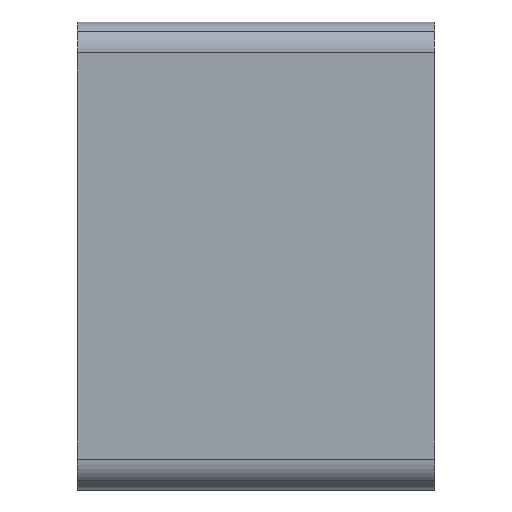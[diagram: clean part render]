
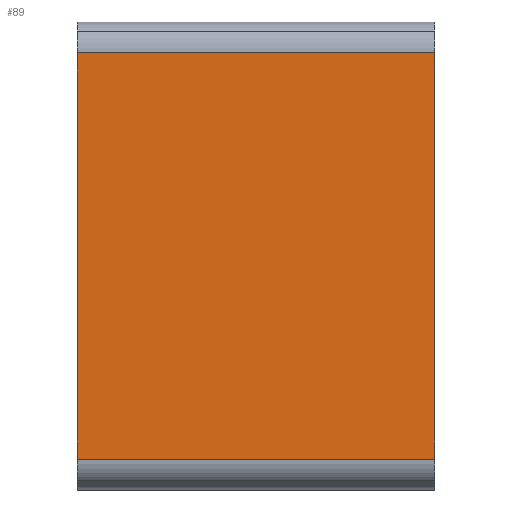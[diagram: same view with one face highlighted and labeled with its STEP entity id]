
A CAD part, front view. The second image highlights one B-rep face of the part: STEP entity #89.
In plain terms, the highlighted planar face has unit normal (0, -1, 0).
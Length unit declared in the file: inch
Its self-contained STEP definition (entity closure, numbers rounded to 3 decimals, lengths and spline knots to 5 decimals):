
#89=ADVANCED_FACE('',(#192),#193,.T.);
#192=FACE_OUTER_BOUND('',#348,.T.);
#193=PLANE('',#349);
#348=EDGE_LOOP('',(#587,#588,#589,#590,#591,#592,#593,#594,#595,#596));
#349=AXIS2_PLACEMENT_3D('',#597,#598,#599);
#587=ORIENTED_EDGE('',*,*,#835,.F.);
#588=ORIENTED_EDGE('',*,*,#796,.F.);
#589=ORIENTED_EDGE('',*,*,#836,.F.);
#590=ORIENTED_EDGE('',*,*,#780,.T.);
#591=ORIENTED_EDGE('',*,*,#825,.F.);
#592=ORIENTED_EDGE('',*,*,#833,.T.);
#593=ORIENTED_EDGE('',*,*,#837,.T.);
#594=ORIENTED_EDGE('',*,*,#763,.F.);
#595=ORIENTED_EDGE('',*,*,#838,.F.);
#596=ORIENTED_EDGE('',*,*,#745,.T.);
#597=CARTESIAN_POINT('',(0.4062,0.0,0.0));
#598=DIRECTION('',(0.0,-1.0,-0.0));
#599=DIRECTION('',(-1.0,0.0,-0.0));
#745=EDGE_CURVE('',#878,#875,#879,.T.);
#763=EDGE_CURVE('',#910,#905,#912,.T.);
#780=EDGE_CURVE('',#942,#939,#943,.T.);
#796=EDGE_CURVE('',#969,#971,#972,.T.);
#825=EDGE_CURVE('',#1012,#939,#1014,.T.);
#833=EDGE_CURVE('',#1012,#1024,#1026,.T.);
#835=EDGE_CURVE('',#971,#875,#1028,.T.);
#836=EDGE_CURVE('',#942,#969,#1029,.T.);
#837=EDGE_CURVE('',#1024,#905,#1030,.T.);
#838=EDGE_CURVE('',#878,#910,#1031,.T.);
#875=VERTEX_POINT('',#1070);
#878=VERTEX_POINT('',#1073);
#879=LINE('',#1074,#1075);
#905=VERTEX_POINT('',#1108);
#910=VERTEX_POINT('',#1115);
#912=LINE('',#1118,#1119);
#939=VERTEX_POINT('',#1172);
#942=VERTEX_POINT('',#1175);
#943=LINE('',#1176,#1177);
#969=VERTEX_POINT('',#1211);
#971=VERTEX_POINT('',#1214);
#972=LINE('',#1215,#1216);
#1012=VERTEX_POINT('',#1297);
#1014=LINE('',#1299,#1300);
#1024=VERTEX_POINT('',#1313);
#1026=LINE('',#1316,#1317);
#1028=LINE('',#1319,#1320);
#1029=LINE('',#1321,#1322);
#1030=LINE('',#1323,#1324);
#1031=LINE('',#1325,#1326);
#1070=CARTESIAN_POINT('',(0.0,0.0,-0.055));
#1073=CARTESIAN_POINT('',(0.0,0.0,0.0));
#1074=CARTESIAN_POINT('',(0.0,0.0,0.0));
#1075=VECTOR('',#1395,1.0);
#1108=CARTESIAN_POINT('',(-0.00005,0.0,0.8125));
#1115=CARTESIAN_POINT('',(-0.00005,0.0,0.0));
#1118=CARTESIAN_POINT('',(-0.00005,0.0,0.0));
#1119=VECTOR('',#1421,1.0);
#1172=CARTESIAN_POINT('',(0.81245,0.0,0.8675));
#1175=CARTESIAN_POINT('',(0.81245,0.0,0.0));
#1176=CARTESIAN_POINT('',(0.81245,0.0,0.0));
#1177=VECTOR('',#1430,1.0);
#1211=CARTESIAN_POINT('',(0.81239,0.0,0.0));
#1214=CARTESIAN_POINT('',(0.81239,0.0,-0.055));
#1215=CARTESIAN_POINT('',(0.81239,0.0,0.0));
#1216=VECTOR('',#1455,1.0);
#1297=CARTESIAN_POINT('',(0.00005,0.0,0.8675));
#1299=CARTESIAN_POINT('',(0.40622,0.0,0.8675));
#1300=VECTOR('',#1470,1.0);
#1313=CARTESIAN_POINT('',(0.00005,0.0,0.8125));
#1316=CARTESIAN_POINT('',(0.00005,0.0,0.9375));
#1317=VECTOR('',#1481,1.0);
#1319=CARTESIAN_POINT('',(0.4062,0.0,-0.055));
#1320=VECTOR('',#1482,1.0);
#1321=CARTESIAN_POINT('',(0.81245,0.0,0.0));
#1322=VECTOR('',#1483,1.0);
#1323=CARTESIAN_POINT('',(0.81245,0.0,0.8125));
#1324=VECTOR('',#1484,1.0);
#1325=CARTESIAN_POINT('',(0.81245,0.0,0.0));
#1326=VECTOR('',#1485,1.0);
#1395=DIRECTION('',(0.0,0.0,-1.0));
#1421=DIRECTION('',(0.0,0.0,1.0));
#1430=DIRECTION('',(0.0,0.0,1.0));
#1455=DIRECTION('',(0.0,0.0,-1.0));
#1470=DIRECTION('',(1.0,0.0,-0.0));
#1481=DIRECTION('',(0.0,0.0,-1.0));
#1482=DIRECTION('',(-1.0,-0.0,0.0));
#1483=DIRECTION('',(-1.0,0.0,0.0));
#1484=DIRECTION('',(-1.0,0.0,0.0));
#1485=DIRECTION('',(-1.0,0.0,0.0));
